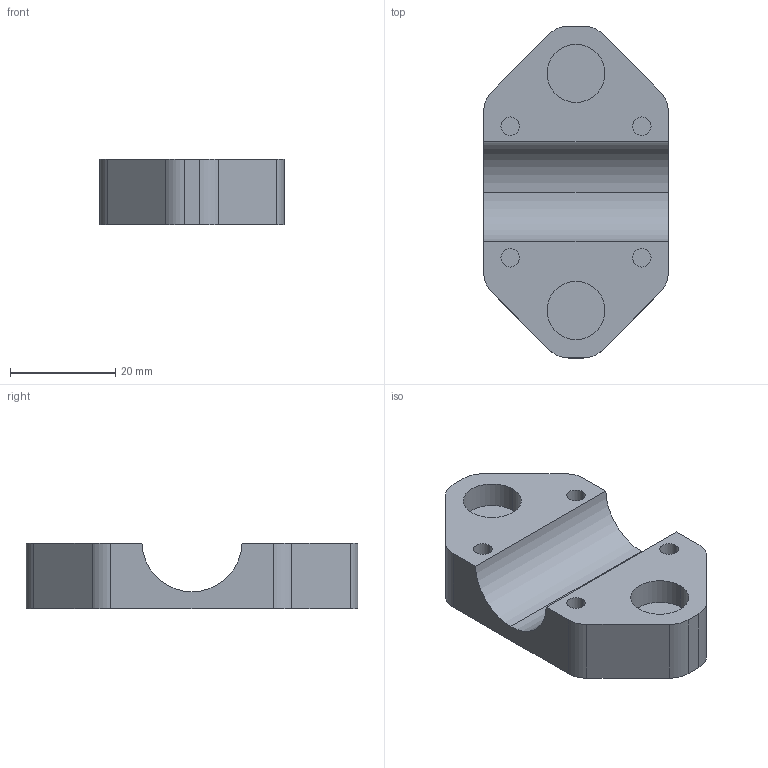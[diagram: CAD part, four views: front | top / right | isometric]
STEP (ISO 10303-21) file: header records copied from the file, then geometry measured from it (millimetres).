
FILE_DESCRIPTION (( 'STEP AP214' ), '1' );
FILE_NAME ('Y_Carriage_Clamp_LM10UU_1.0.STEP', '2017-06-06T06:23:19', ( '' ), ( '' ), 'SwSTEP 2.0', 'SolidWorks 2014', '' );
FILE_SCHEMA (( 'AUTOMOTIVE_DESIGN' ));
Length unit declared in the file: millimetre
Products named in the file (1): Y_Carriage_Clamp_LM10UU_1.0
Bounding box: 35 x 63 x 12.5 mm (x, y, z)
Volume: 16173.4 mm3; surface area: 6696.1 mm2
Topology: 1 solids, 1 shells, 51 faces, 117 edges, 78 vertices
Faces by surface type: cylinder 30, plane 21
Entity records: 1505 total; most frequent: DIRECTION 281, CARTESIAN_POINT 247, ORIENTED_EDGE 234, EDGE_CURVE 117, AXIS2_PLACEMENT_3D 112, VERTEX_POINT 78, EDGE_LOOP 61, CIRCLE 60
